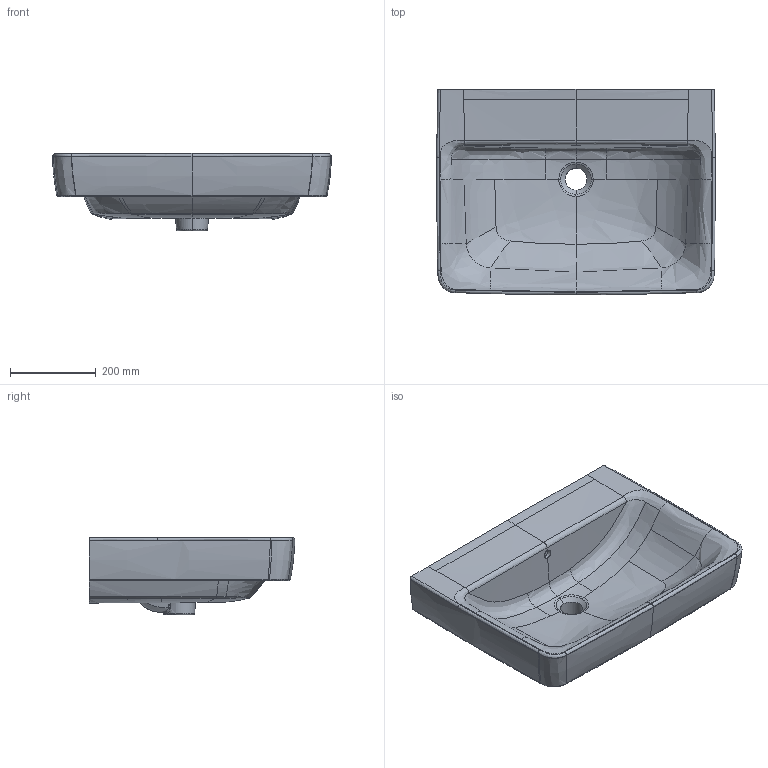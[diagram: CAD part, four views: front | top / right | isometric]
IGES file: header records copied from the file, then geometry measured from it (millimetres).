
Global section: file name: 501642; native system: Autodesk Inventor 2018; preprocessor: unknown; author: JANAN; organization: none; date: 20200706.071359; units: millimetre
Bounding box: 649.91 x 480 x 181.52 mm (x, y, z)
Volume: 17435048.4 mm3; surface area: 1064728.5 mm2
Topology: 1 solids, 1 shells, 325 faces, 828 edges, 500 vertices
Faces by surface type: bspline 325
